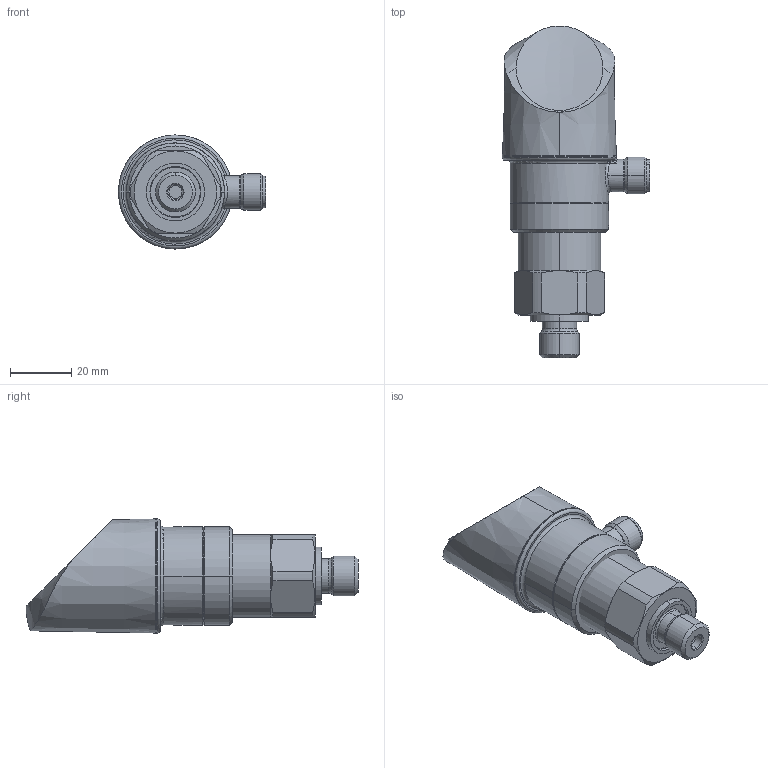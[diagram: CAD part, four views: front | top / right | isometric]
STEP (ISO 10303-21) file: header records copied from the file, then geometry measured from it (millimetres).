
FILE_DESCRIPTION (( 'STEP AP214' ), '1' );
FILE_NAME ('8380.XX.XX.17.32.STEP', '2017-06-27T06:32:45', ( 'upgadmin' ), ( 'Hewlett-Packard Company' ), 'SwSTEP 2.0', 'SolidWorks 2016', '' );
FILE_SCHEMA (( 'AUTOMOTIVE_DESIGN' ));
Length unit declared in the file: millimetre
Products named in the file (5): Display-4Pol; C25067_17; 8380.XX.XX.17.32
Assembly tree (2 placements, depth 2):
  Display-4Pol
  8380.XX.XX.17.32
    C25067_17
    Display-4Pol
  C25067_17
Bounding box: 48 x 108.24 x 37.2 mm (x, y, z)
Volume: 70498.3 mm3; surface area: 14925.8 mm2
Topology: 2 solids, 2 shells, 159 faces, 362 edges, 215 vertices
Faces by surface type: cylinder 54, cone 30, plane 30, torus 26, bspline 17, sphere 2
Entity records: 7886 total; most frequent: CARTESIAN_POINT 3517, DIRECTION 765, ORIENTED_EDGE 716, EDGE_CURVE 358, AXIS2_PLACEMENT_3D 331, VERTEX_POINT 215, CIRCLE 183, EDGE_LOOP 173
